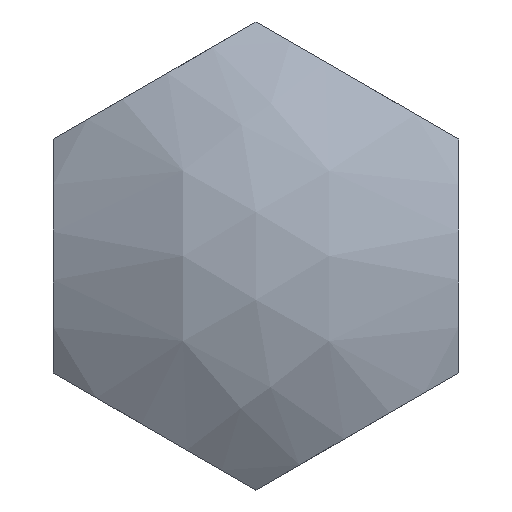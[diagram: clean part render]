
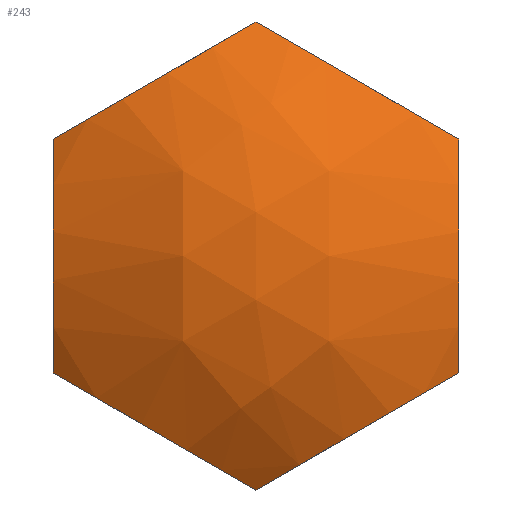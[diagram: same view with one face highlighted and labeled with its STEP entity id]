
A CAD part, front view. The second image highlights one B-rep face of the part: STEP entity #243.
In plain terms, the highlighted free-form (B-spline) face has degree [3, 3] with [4, 4] control points.
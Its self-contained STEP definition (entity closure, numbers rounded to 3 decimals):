
#2 = CIRCLE ( 'NONE', #164, 16.703 ) ;
#4 = CARTESIAN_POINT ( 'NONE',  ( 1.775, 3.824, -11.677 ) ) ;
#8 = CARTESIAN_POINT ( 'NONE',  ( 9.209, 3.819, -7.385 ) ) ;
#10 = CARTESIAN_POINT ( 'NONE',  ( -0.877, 4.135, 12.195 ) ) ;
#13 = CARTESIAN_POINT ( 'NONE',  ( 0., 4.551, -12.702 ) ) ;
#14 = B_SPLINE_CURVE_WITH_KNOTS ( 'NONE', 3,
 ( #212, #23, #269, #173, #359, #393, #356, #213, #110, #352, #59, #26 ),
 .UNSPECIFIED., .F., .F.,
 ( 4, 2, 2, 2, 2, 4 ),
 ( 0., 0.003, 0.005, 0.006, 0.01, 0.013 ),
 .UNSPECIFIED. ) ;
#16 = ORIENTED_EDGE ( 'NONE', *, *, #274, .T. ) ;
#18 = CARTESIAN_POINT ( 'NONE',  ( -9.225, 3.824, -7.375 ) ) ;
#19 = CARTESIAN_POINT ( 'NONE',  ( -4.119, -3.185, 5.374 ) ) ;
#22 = CARTESIAN_POINT ( 'NONE',  ( 11., 7.186, -10.714 ) ) ;
#23 = CARTESIAN_POINT ( 'NONE',  ( 10.123, 4.135, 6.857 ) ) ;
#26 = CARTESIAN_POINT ( 'NONE',  ( 0., 4.551, 12.702 ) ) ;
#27 = DIRECTION ( 'NONE',  ( 0., 0., -1. ) ) ;
#31 = CARTESIAN_POINT ( 'NONE',  ( 4.552, 3.324, -10.074 ) ) ;
#34 = CARTESIAN_POINT ( 'NONE',  ( 10.123, 4.135, -6.857 ) ) ;
#38 = EDGE_CURVE ( 'NONE', #118, #66, #14, .T. ) ;
#39 = ORIENTED_EDGE ( 'NONE', *, *, #68, .T. ) ;
#40 = CARTESIAN_POINT ( 'NONE',  ( 11., 4.551, -6.351 ) ) ;
#41 = CARTESIAN_POINT ( 'NONE',  ( -4.552, 3.324, 10.074 ) ) ;
#51 = CARTESIAN_POINT ( 'NONE',  ( 4.119, 3.709, -13.621 ) ) ;
#52 = CARTESIAN_POINT ( 'NONE',  ( 4.119, 3.709, 13.621 ) ) ;
#59 = CARTESIAN_POINT ( 'NONE',  ( 0.877, 4.135, 12.195 ) ) ;
#61 = CARTESIAN_POINT ( 'NONE',  ( 0., 4.551, 12.702 ) ) ;
#66 = VERTEX_POINT ( 'NONE', #61 ) ;
#68 = EDGE_CURVE ( 'NONE', #153, #157, #206, .T. ) ;
#69 = CARTESIAN_POINT ( 'NONE',  ( -3.151, 3.51, 10.883 ) ) ;
#71 = CARTESIAN_POINT ( 'NONE',  ( -7.849, 3.51, -8.17 ) ) ;
#77 = EDGE_CURVE ( 'NONE', #66, #388, #235, .T. ) ;
#93 = CARTESIAN_POINT ( 'NONE',  ( 0., 4.551, 12.702 ) ) ;
#94 = ORIENTED_EDGE ( 'NONE', *, *, #205, .T. ) ;
#95 = CARTESIAN_POINT ( 'NONE',  ( -7.369, 3.401, 8.447 ) ) ;
#100 = CARTESIAN_POINT ( 'NONE',  ( -7.386, 3.43, -8.438 ) ) ;
#105 = CARTESIAN_POINT ( 'NONE',  ( -4.119, -3.185, -5.374 ) ) ;
#108 = CARTESIAN_POINT ( 'NONE',  ( 4.119, -3.185, 5.374 ) ) ;
#110 = CARTESIAN_POINT ( 'NONE',  ( 3.631, 3.401, 10.606 ) ) ;
#112 = ORIENTED_EDGE ( 'NONE', *, *, #77, .T. ) ;
#117 = CARTESIAN_POINT ( 'NONE',  ( 3.151, 3.51, -10.883 ) ) ;
#118 = VERTEX_POINT ( 'NONE', #156 ) ;
#119 = CARTESIAN_POINT ( 'NONE',  ( -11., 4.551, -6.351 ) ) ;
#124 = CARTESIAN_POINT ( 'NONE',  ( -3.614, 3.43, 10.615 ) ) ;
#128 = CARTESIAN_POINT ( 'NONE',  ( -3.631, 3.401, -10.606 ) ) ;
#129 = FACE_OUTER_BOUND ( 'NONE', #257, .T. ) ;
#132 = CARTESIAN_POINT ( 'NONE',  ( -11., 4.551, -6.351 ) ) ;
#136 = CARTESIAN_POINT ( 'NONE',  ( -4.119, 3.709, 13.621 ) ) ;
#137 = CARTESIAN_POINT ( 'NONE',  ( -11., 1.762, 4.228 ) ) ;
#152 = CARTESIAN_POINT ( 'NONE',  ( 0., 4.551, -12.702 ) ) ;
#153 = VERTEX_POINT ( 'NONE', #345 ) ;
#156 = CARTESIAN_POINT ( 'NONE',  ( 11., 4.551, 6.351 ) ) ;
#157 = VERTEX_POINT ( 'NONE', #40 ) ;
#164 = AXIS2_PLACEMENT_3D ( 'NONE', #216, #389, #27 ) ;
#165 = CARTESIAN_POINT ( 'NONE',  ( -6.448, 3.324, -8.979 ) ) ;
#167 = EDGE_CURVE ( 'NONE', #157, #118, #222, .T. ) ;
#168 = ORIENTED_EDGE ( 'NONE', *, *, #167, .T. ) ;
#169 = CARTESIAN_POINT ( 'NONE',  ( -4.119, 3.709, -13.621 ) ) ;
#173 = CARTESIAN_POINT ( 'NONE',  ( 7.849, 3.51, 8.17 ) ) ;
#184 = CARTESIAN_POINT ( 'NONE',  ( 0.877, 4.135, -12.195 ) ) ;
#186 = CARTESIAN_POINT ( 'NONE',  ( 6.439, 3.297, -8.984 ) ) ;
#190 = CARTESIAN_POINT ( 'NONE',  ( -5.027, 3.297, 9.799 ) ) ;
#194 = CARTESIAN_POINT ( 'NONE',  ( -6.439, 3.297, 8.984 ) ) ;
#195 = CARTESIAN_POINT ( 'NONE',  ( -1.791, 3.819, -11.668 ) ) ;
#198 = CARTESIAN_POINT ( 'NONE',  ( -0.877, 4.135, -12.195 ) ) ;
#200 = DIRECTION ( 'NONE',  ( 0., 0., -1. ) ) ;
#201 = CARTESIAN_POINT ( 'NONE',  ( -10.123, 4.135, -6.857 ) ) ;
#203 = CARTESIAN_POINT ( 'NONE',  ( 11., 1.762, 4.228 ) ) ;
#205 = EDGE_CURVE ( 'NONE', #353, #153, #378, .T. ) ;
#206 = B_SPLINE_CURVE_WITH_KNOTS ( 'NONE', 3,
 ( #152, #184, #4, #117, #217, #31, #367, #186, #249, #8, #34, #340 ),
 .UNSPECIFIED., .F., .F.,
 ( 4, 2, 2, 2, 2, 4 ),
 ( 0., 0.003, 0.005, 0.006, 0.01, 0.013 ),
 .UNSPECIFIED. ) ;
#211 = AXIS2_PLACEMENT_3D ( 'NONE', #262, #310, #200 ) ;
#212 = CARTESIAN_POINT ( 'NONE',  ( 11., 4.551, 6.351 ) ) ;
#213 = CARTESIAN_POINT ( 'NONE',  ( 4.561, 3.297, 10.068 ) ) ;
#216 = CARTESIAN_POINT ( 'NONE',  ( -11., 20., 0. ) ) ;
#217 = CARTESIAN_POINT ( 'NONE',  ( 3.614, 3.43, -10.615 ) ) ;
#222 = CIRCLE ( 'NONE', #211, 16.703 ) ;
#230 = CARTESIAN_POINT ( 'NONE',  ( -5.973, 3.297, -9.253 ) ) ;
#232 = CARTESIAN_POINT ( 'NONE',  ( -11., 7.186, -10.714 ) ) ;
#235 = B_SPLINE_CURVE_WITH_KNOTS ( 'NONE', 3,
 ( #93, #10, #253, #69, #124, #41, #190, #194, #95, #370, #373, #305 ),
 .UNSPECIFIED., .F., .F.,
 ( 4, 2, 2, 2, 2, 4 ),
 ( 0., 0.003, 0.005, 0.006, 0.01, 0.013 ),
 .UNSPECIFIED. ) ;
#243 = ADVANCED_FACE ( 'NONE', ( #129 ), #387, .T. ) ;
#249 = CARTESIAN_POINT ( 'NONE',  ( 7.369, 3.401, -8.447 ) ) ;
#253 = CARTESIAN_POINT ( 'NONE',  ( -1.775, 3.824, 11.677 ) ) ;
#257 = EDGE_LOOP ( 'NONE', ( #395, #112, #16, #94, #39, #168 ) ) ;
#262 = CARTESIAN_POINT ( 'NONE',  ( 11., 20., 0. ) ) ;
#269 = CARTESIAN_POINT ( 'NONE',  ( 9.225, 3.824, 7.375 ) ) ;
#274 = EDGE_CURVE ( 'NONE', #388, #353, #2, .T. ) ;
#290 = CARTESIAN_POINT ( 'NONE',  ( -11., 7.186, 10.714 ) ) ;
#305 = CARTESIAN_POINT ( 'NONE',  ( -11., 4.551, 6.351 ) ) ;
#310 = DIRECTION ( 'NONE',  ( -1., 0., 0. ) ) ;
#320 = CARTESIAN_POINT ( 'NONE',  ( 4.119, -3.185, -5.374 ) ) ;
#340 = CARTESIAN_POINT ( 'NONE',  ( 11., 4.551, -6.351 ) ) ;
#343 = CARTESIAN_POINT ( 'NONE',  ( -4.561, 3.297, -10.068 ) ) ;
#345 = CARTESIAN_POINT ( 'NONE',  ( 0., 4.551, -12.702 ) ) ;
#348 = CARTESIAN_POINT ( 'NONE',  ( 11., 1.762, -4.228 ) ) ;
#350 = CARTESIAN_POINT ( 'NONE',  ( -11., 1.762, -4.228 ) ) ;
#352 = CARTESIAN_POINT ( 'NONE',  ( 1.791, 3.819, 11.668 ) ) ;
#353 = VERTEX_POINT ( 'NONE', #119 ) ;
#356 = CARTESIAN_POINT ( 'NONE',  ( 5.973, 3.297, 9.253 ) ) ;
#358 = CARTESIAN_POINT ( 'NONE',  ( -11., 4.551, 6.351 ) ) ;
#359 = CARTESIAN_POINT ( 'NONE',  ( 7.386, 3.43, 8.438 ) ) ;
#367 = CARTESIAN_POINT ( 'NONE',  ( 5.027, 3.297, -9.799 ) ) ;
#370 = CARTESIAN_POINT ( 'NONE',  ( -9.209, 3.819, 7.385 ) ) ;
#373 = CARTESIAN_POINT ( 'NONE',  ( -10.123, 4.135, 6.857 ) ) ;
#378 = B_SPLINE_CURVE_WITH_KNOTS ( 'NONE', 3,
 ( #132, #201, #18, #71, #100, #165, #230, #343, #128, #195, #198, #13 ),
 .UNSPECIFIED., .F., .F.,
 ( 4, 2, 2, 2, 2, 4 ),
 ( 0., 0.003, 0.005, 0.006, 0.01, 0.013 ),
 .UNSPECIFIED. ) ;
#382 = CARTESIAN_POINT ( 'NONE',  ( 11., 7.186, 10.714 ) ) ;
#387 =( BOUNDED_SURFACE ( )  B_SPLINE_SURFACE ( 3, 3, ( 
 ( #382, #203, #348, #22 ),
 ( #52, #108, #320, #51 ),
 ( #136, #19, #105, #169 ),
 ( #290, #137, #350, #232 ) ),
 .UNSPECIFIED., .F., .F., .F. ) 
 B_SPLINE_SURFACE_WITH_KNOTS ( ( 4, 4 ),
 ( 4, 4 ),
 ( 0., 1. ),
 ( 0., 1. ),
 .UNSPECIFIED. ) 
 GEOMETRIC_REPRESENTATION_ITEM ( )  RATIONAL_B_SPLINE_SURFACE ( (
 ( 1., 0.845, 0.845, 1.),
 ( 0.89, 0.752, 0.752, 0.89),
 ( 0.89, 0.752, 0.752, 0.89),
 ( 1., 0.845, 0.845, 1.) ) ) 
 REPRESENTATION_ITEM ( '' )  SURFACE ( )  );
#388 = VERTEX_POINT ( 'NONE', #358 ) ;
#389 = DIRECTION ( 'NONE',  ( 1., 0., 0. ) ) ;
#393 = CARTESIAN_POINT ( 'NONE',  ( 6.448, 3.324, 8.979 ) ) ;
#395 = ORIENTED_EDGE ( 'NONE', *, *, #38, .T. ) ;
